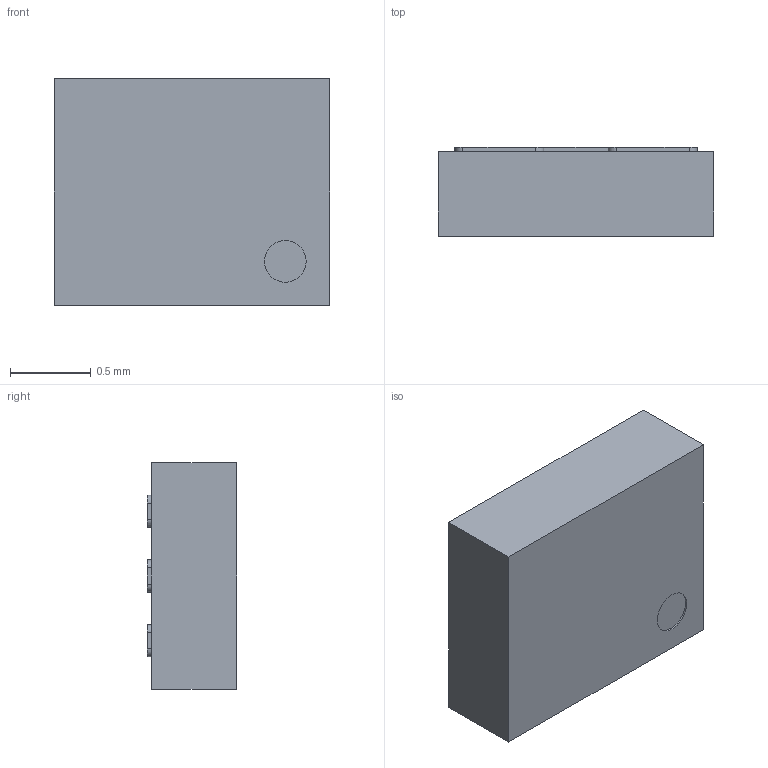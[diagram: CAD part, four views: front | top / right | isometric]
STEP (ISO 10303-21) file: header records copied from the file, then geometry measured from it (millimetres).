
FILE_DESCRIPTION(/* description */ (''),/* implementation_level */ '2;1');
FILE_NAME(/* name */ 'UFDFPN 1.7x1.4x0.55.stp',/* time_stamp */ '2019-12-04T17:21:42+01:00',/* author */ ('pierangelo magni'),/* organization */ (''),/* preprocessor_version */ 'ST-DEVELOPER v16.13',/* originating_system */ 'Autodesk Inventor 2018',/* authorisation */ '');
FILE_SCHEMA (('AUTOMOTIVE_DESIGN { 1 0 10303 214 3 1 1 }'));
Length unit declared in the file: inch
Products named in the file (1): Part1
Bounding box: 1.7 x 0.55 x 1.4 mm (x, y, z)
Volume: 1.3 mm3; surface area: 8.2 mm2
Topology: 1 solids, 1 shells, 53 faces, 135 edges, 90 vertices
Faces by surface type: plane 33, cylinder 20
Full cylindrical faces by diameter (mm): 0.258 x1
Entity records: 1719 total; most frequent: DIRECTION 282, CARTESIAN_POINT 278, ORIENTED_EDGE 268, EDGE_CURVE 134, LINE 94, VECTOR 94, AXIS2_PLACEMENT_3D 94, VERTEX_POINT 90
